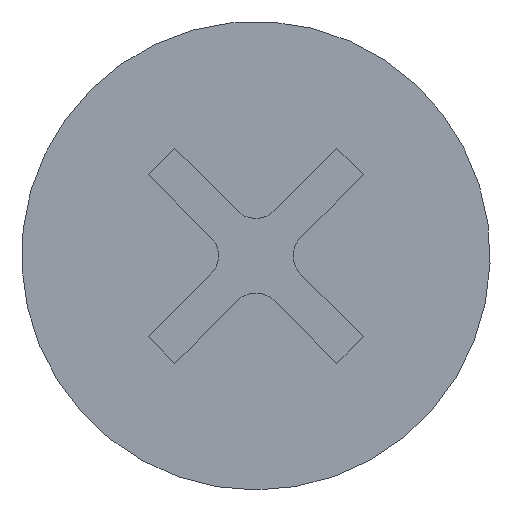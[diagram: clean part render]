
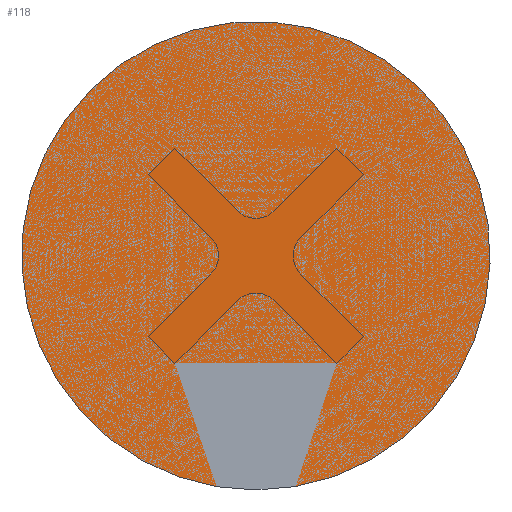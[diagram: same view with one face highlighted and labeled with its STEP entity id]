
A CAD part, front view. The second image highlights one B-rep face of the part: STEP entity #118.
In plain terms, the highlighted planar face has unit normal (0, -1, 0).
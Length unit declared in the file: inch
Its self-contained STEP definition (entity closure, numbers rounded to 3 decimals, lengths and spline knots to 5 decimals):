
#102=CARTESIAN_POINT('',(0.,0.,0.));
#103=DIRECTION('',(0.,1.,0.));
#104=DIRECTION('',(-0.707,0.,0.707));
#105=AXIS2_PLACEMENT_3D('',#102,#103,#104);
#106=CIRCLE('',#105,0.1125);
#107=EDGE_CURVE('',#109,#109,#106,.T.);
#108=CARTESIAN_POINT('',(-0.07955,0.,0.07955));
#109=VERTEX_POINT('',#108);
#110=ORIENTED_EDGE('',*,*,#107,.F.);
#111=EDGE_LOOP('',(#110));
#112=FACE_BOUND('',#111,.T.);
#113=CARTESIAN_POINT('',(0.,0.,0.));
#114=DIRECTION('',(0.,-1.,0.));
#115=DIRECTION('',(0.707,0.,-0.707));
#116=AXIS2_PLACEMENT_3D('',#113,#114,#115);
#117=PLANE('',#116);
#118=ADVANCED_FACE('',(#112),#117,.T.);
